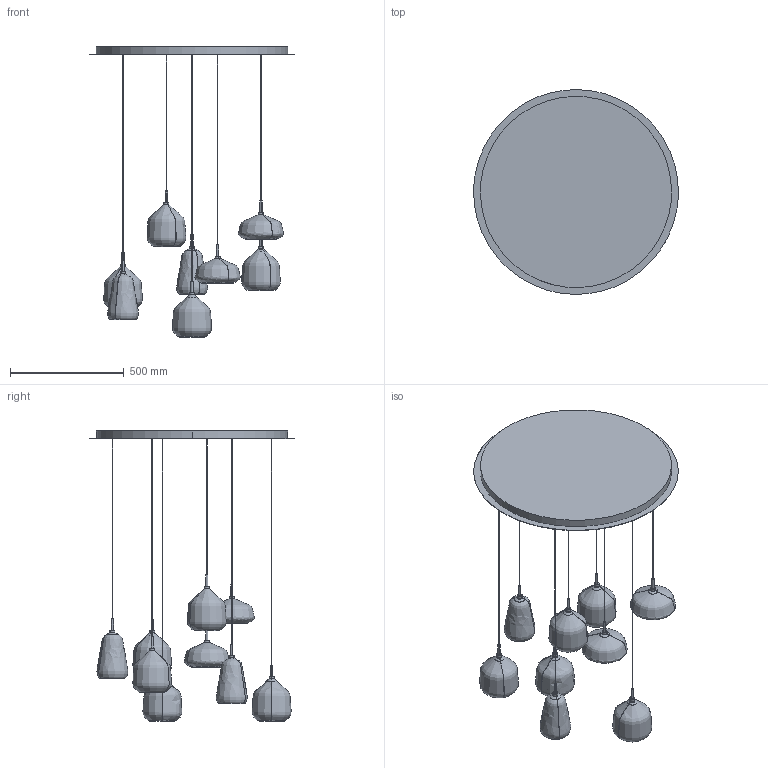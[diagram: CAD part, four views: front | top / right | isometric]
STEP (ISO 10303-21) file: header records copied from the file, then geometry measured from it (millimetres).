
FILE_DESCRIPTION(/* description */ (''),/* implementation_level */ '2;1');
FILE_NAME(/* name */ 'KIT.M.17_X-RAY',/* time_stamp */ '2024-04-10T15:13:38+02:00',/* author */ (''),/* organization */ (''),/* preprocessor_version */ 'ST-DEVELOPER v16.5',/* originating_system */ 'Rhino 7.15',/* authorisation */ '');
FILE_SCHEMA (('CONFIG_CONTROL_DESIGN'));
Length unit declared in the file: millimetre
Products named in the file (1): Document
Bounding box: 900 x 899.77 x 1274.68 mm (x, y, z)
Volume: 20821113.8 mm3; surface area: 4723502.9 mm2
Topology: 20 solids, 61 shells, 382 faces, 885 edges, 455 vertices
Faces by surface type: bspline 246, cylinder 132, plane 4
Entity records: 14707 total; most frequent: CARTESIAN_POINT 9975, ORIENTED_EDGE 1423, EDGE_CURVE 781, VERTEX_POINT 455, ADVANCED_FACE 382, FACE_OUTER_BOUND 382, EDGE_LOOP 382, B_SPLINE_CURVE_WITH_KNOTS 302
